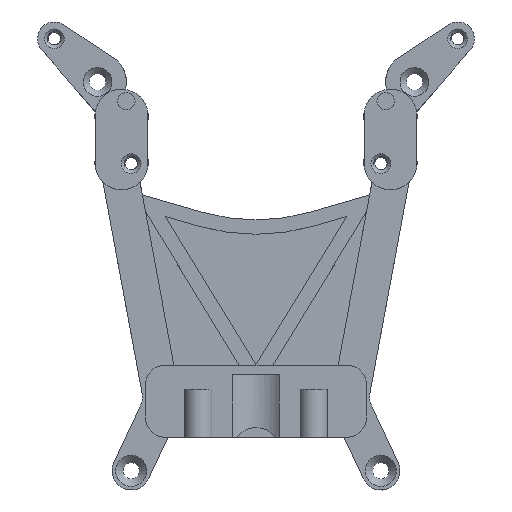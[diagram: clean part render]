
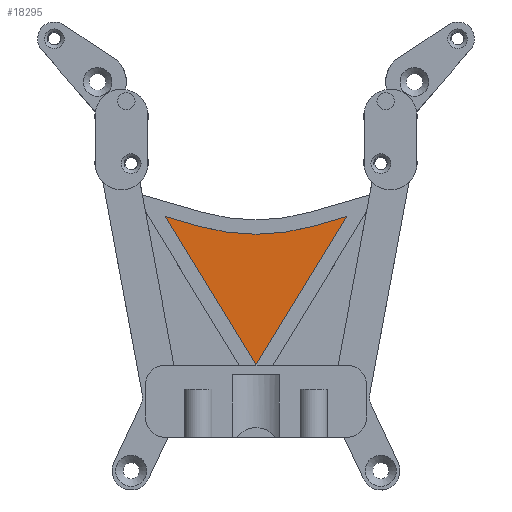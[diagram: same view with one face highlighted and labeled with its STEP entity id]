
A CAD part, top view. The second image highlights one B-rep face of the part: STEP entity #18295.
In plain terms, the highlighted planar face has unit normal (0, 0, 1).
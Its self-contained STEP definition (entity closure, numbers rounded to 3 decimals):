
#15425 = EDGE_CURVE('',#15426,#15428,#15430,.T.);
#15426 = VERTEX_POINT('',#15427);
#15427 = CARTESIAN_POINT('',(-18.912,-111.023,31.));
#15428 = VERTEX_POINT('',#15429);
#15429 = CARTESIAN_POINT('',(-11.919,-113.04,31.));
#15430 = LINE('',#15431,#15432);
#15431 = CARTESIAN_POINT('',(-5.026,-115.029,31.));
#15432 = VECTOR('',#15433,1.);
#15433 = DIRECTION('',(0.961,-0.277,0.));
#15456 = EDGE_CURVE('',#15457,#15428,#15459,.T.);
#15457 = VERTEX_POINT('',#15458);
#15458 = CARTESIAN_POINT('',(11.919,-113.04,31.));
#15459 = CIRCLE('',#15460,43.);
#15460 = AXIS2_PLACEMENT_3D('',#15461,#15462,#15463);
#15461 = CARTESIAN_POINT('',(0.,-71.725,31.));
#15462 = DIRECTION('',(0.,0.,-1.));
#15463 = DIRECTION('',(1.,0.,0.));
#15481 = EDGE_CURVE('',#15482,#15426,#15484,.T.);
#15482 = VERTEX_POINT('',#15483);
#15483 = CARTESIAN_POINT('',(0.,-141.95,31.));
#15484 = LINE('',#15485,#15486);
#15485 = CARTESIAN_POINT('',(-13.564,-119.769,31.));
#15486 = VECTOR('',#15487,1.);
#15487 = DIRECTION('',(-0.522,0.853,0.));
#15505 = EDGE_CURVE('',#15457,#15506,#15508,.T.);
#15506 = VERTEX_POINT('',#15507);
#15507 = CARTESIAN_POINT('',(18.912,-111.023,31.));
#15508 = LINE('',#15509,#15510);
#15509 = CARTESIAN_POINT('',(8.522,-114.02,31.));
#15510 = VECTOR('',#15511,1.);
#15511 = DIRECTION('',(0.961,0.277,0.));
#15529 = EDGE_CURVE('',#15506,#15482,#15530,.T.);
#15530 = LINE('',#15531,#15532);
#15531 = CARTESIAN_POINT('',(4.108,-135.232,31.));
#15532 = VECTOR('',#15533,1.);
#15533 = DIRECTION('',(-0.522,-0.853,0.));
#18295 = ADVANCED_FACE('',(#18296),#18303,.T.);
#18296 = FACE_BOUND('',#18297,.T.);
#18297 = EDGE_LOOP('',(#18298,#18299,#18300,#18301,#18302));
#18298 = ORIENTED_EDGE('',*,*,#15425,.F.);
#18299 = ORIENTED_EDGE('',*,*,#15481,.F.);
#18300 = ORIENTED_EDGE('',*,*,#15529,.F.);
#18301 = ORIENTED_EDGE('',*,*,#15505,.F.);
#18302 = ORIENTED_EDGE('',*,*,#15456,.T.);
#18303 = PLANE('',#18304);
#18304 = AXIS2_PLACEMENT_3D('',#18305,#18306,#18307);
#18305 = CARTESIAN_POINT('',(0.,-123.49,31.));
#18306 = DIRECTION('',(0.,0.,1.));
#18307 = DIRECTION('',(1.,0.,0.));
